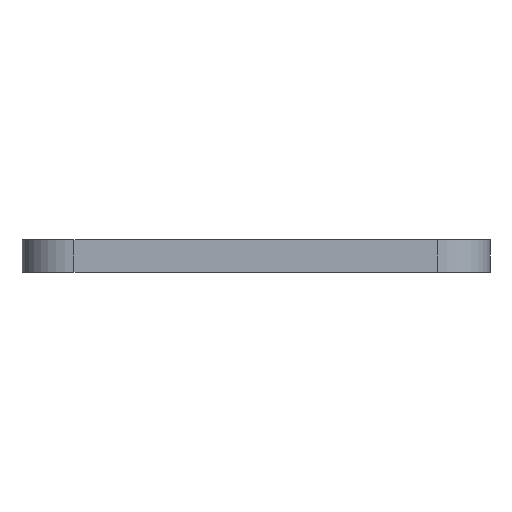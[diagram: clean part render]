
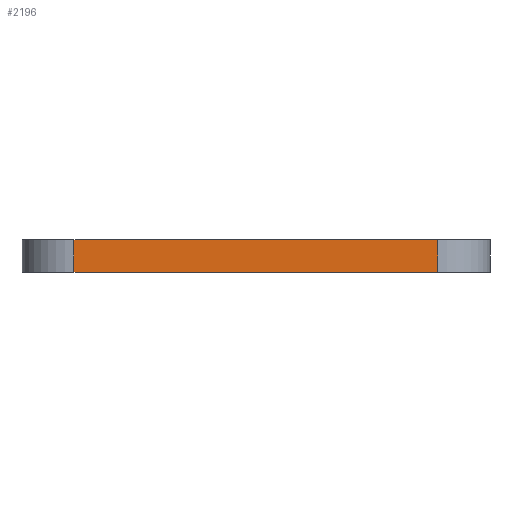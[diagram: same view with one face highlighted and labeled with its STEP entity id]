
A CAD part, left-side view. The second image highlights one B-rep face of the part: STEP entity #2196.
In plain terms, the highlighted planar face has unit normal (-1, 0, 0).
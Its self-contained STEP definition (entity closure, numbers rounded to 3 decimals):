
#83 = PLANE('',#84);
#84 = AXIS2_PLACEMENT_3D('',#85,#86,#87);
#85 = CARTESIAN_POINT('',(148.553,-105.004,1.6));
#86 = DIRECTION('',(-0.,-0.,-1.));
#87 = DIRECTION('',(-1.,0.,0.));
#137 = PLANE('',#138);
#138 = AXIS2_PLACEMENT_3D('',#139,#140,#141);
#139 = CARTESIAN_POINT('',(148.553,-105.004,0.));
#140 = DIRECTION('',(-0.,-0.,-1.));
#141 = DIRECTION('',(-1.,0.,0.));
#350 = VERTEX_POINT('',#351);
#351 = CARTESIAN_POINT('',(133.879,-113.894,0.));
#370 = CYLINDRICAL_SURFACE('',#371,2.54);
#371 = AXIS2_PLACEMENT_3D('',#372,#373,#374);
#372 = CARTESIAN_POINT('',(136.419,-113.894,0.));
#373 = DIRECTION('',(-0.,-0.,-1.));
#374 = DIRECTION('',(1.,0.,-0.));
#382 = EDGE_CURVE('',#350,#383,#385,.T.);
#383 = VERTEX_POINT('',#384);
#384 = CARTESIAN_POINT('',(133.879,-96.114,0.));
#385 = SURFACE_CURVE('',#386,(#390,#397),.PCURVE_S1.);
#386 = LINE('',#387,#388);
#387 = CARTESIAN_POINT('',(133.879,-113.894,0.));
#388 = VECTOR('',#389,1.);
#389 = DIRECTION('',(0.,1.,0.));
#390 = PCURVE('',#137,#391);
#391 = DEFINITIONAL_REPRESENTATION('',(#392),#396);
#392 = LINE('',#393,#394);
#393 = CARTESIAN_POINT('',(14.673,-8.89));
#394 = VECTOR('',#395,1.);
#395 = DIRECTION('',(0.,1.));
#396 = ( GEOMETRIC_REPRESENTATION_CONTEXT(2) 
PARAMETRIC_REPRESENTATION_CONTEXT() REPRESENTATION_CONTEXT('2D SPACE',''
  ) );
#397 = PCURVE('',#398,#403);
#398 = PLANE('',#399);
#399 = AXIS2_PLACEMENT_3D('',#400,#401,#402);
#400 = CARTESIAN_POINT('',(133.879,-113.894,0.));
#401 = DIRECTION('',(-1.,0.,0.));
#402 = DIRECTION('',(0.,1.,0.));
#403 = DEFINITIONAL_REPRESENTATION('',(#404),#408);
#404 = LINE('',#405,#406);
#405 = CARTESIAN_POINT('',(0.,0.));
#406 = VECTOR('',#407,1.);
#407 = DIRECTION('',(1.,0.));
#408 = ( GEOMETRIC_REPRESENTATION_CONTEXT(2) 
PARAMETRIC_REPRESENTATION_CONTEXT() REPRESENTATION_CONTEXT('2D SPACE',''
  ) );
#431 = CYLINDRICAL_SURFACE('',#432,2.54);
#432 = AXIS2_PLACEMENT_3D('',#433,#434,#435);
#433 = CARTESIAN_POINT('',(136.419,-96.114,0.));
#434 = DIRECTION('',(-0.,-0.,-1.));
#435 = DIRECTION('',(1.,0.,-0.));
#1299 = VERTEX_POINT('',#1300);
#1300 = CARTESIAN_POINT('',(133.879,-113.894,1.6));
#1326 = EDGE_CURVE('',#1299,#1327,#1329,.T.);
#1327 = VERTEX_POINT('',#1328);
#1328 = CARTESIAN_POINT('',(133.879,-96.114,1.6));
#1329 = SURFACE_CURVE('',#1330,(#1334,#1341),.PCURVE_S1.);
#1330 = LINE('',#1331,#1332);
#1331 = CARTESIAN_POINT('',(133.879,-113.894,1.6));
#1332 = VECTOR('',#1333,1.);
#1333 = DIRECTION('',(0.,1.,0.));
#1334 = PCURVE('',#83,#1335);
#1335 = DEFINITIONAL_REPRESENTATION('',(#1336),#1340);
#1336 = LINE('',#1337,#1338);
#1337 = CARTESIAN_POINT('',(14.673,-8.89));
#1338 = VECTOR('',#1339,1.);
#1339 = DIRECTION('',(0.,1.));
#1340 = ( GEOMETRIC_REPRESENTATION_CONTEXT(2) 
PARAMETRIC_REPRESENTATION_CONTEXT() REPRESENTATION_CONTEXT('2D SPACE',''
  ) );
#1341 = PCURVE('',#398,#1342);
#1342 = DEFINITIONAL_REPRESENTATION('',(#1343),#1347);
#1343 = LINE('',#1344,#1345);
#1344 = CARTESIAN_POINT('',(0.,-1.6));
#1345 = VECTOR('',#1346,1.);
#1346 = DIRECTION('',(1.,0.));
#1347 = ( GEOMETRIC_REPRESENTATION_CONTEXT(2) 
PARAMETRIC_REPRESENTATION_CONTEXT() REPRESENTATION_CONTEXT('2D SPACE',''
  ) );
#2148 = EDGE_CURVE('',#383,#1327,#2149,.T.);
#2149 = SURFACE_CURVE('',#2150,(#2154,#2161),.PCURVE_S1.);
#2150 = LINE('',#2151,#2152);
#2151 = CARTESIAN_POINT('',(133.879,-96.114,0.));
#2152 = VECTOR('',#2153,1.);
#2153 = DIRECTION('',(0.,0.,1.));
#2154 = PCURVE('',#431,#2155);
#2155 = DEFINITIONAL_REPRESENTATION('',(#2156),#2160);
#2156 = LINE('',#2157,#2158);
#2157 = CARTESIAN_POINT('',(-3.141,0.));
#2158 = VECTOR('',#2159,1.);
#2159 = DIRECTION('',(-0.,-1.));
#2160 = ( GEOMETRIC_REPRESENTATION_CONTEXT(2) 
PARAMETRIC_REPRESENTATION_CONTEXT() REPRESENTATION_CONTEXT('2D SPACE',''
  ) );
#2161 = PCURVE('',#398,#2162);
#2162 = DEFINITIONAL_REPRESENTATION('',(#2163),#2167);
#2163 = LINE('',#2164,#2165);
#2164 = CARTESIAN_POINT('',(17.78,0.));
#2165 = VECTOR('',#2166,1.);
#2166 = DIRECTION('',(0.,-1.));
#2167 = ( GEOMETRIC_REPRESENTATION_CONTEXT(2) 
PARAMETRIC_REPRESENTATION_CONTEXT() REPRESENTATION_CONTEXT('2D SPACE',''
  ) );
#2173 = EDGE_CURVE('',#350,#1299,#2174,.T.);
#2174 = SURFACE_CURVE('',#2175,(#2179,#2186),.PCURVE_S1.);
#2175 = LINE('',#2176,#2177);
#2176 = CARTESIAN_POINT('',(133.879,-113.894,0.));
#2177 = VECTOR('',#2178,1.);
#2178 = DIRECTION('',(0.,0.,1.));
#2179 = PCURVE('',#370,#2180);
#2180 = DEFINITIONAL_REPRESENTATION('',(#2181),#2185);
#2181 = LINE('',#2182,#2183);
#2182 = CARTESIAN_POINT('',(-3.141,0.));
#2183 = VECTOR('',#2184,1.);
#2184 = DIRECTION('',(-0.,-1.));
#2185 = ( GEOMETRIC_REPRESENTATION_CONTEXT(2) 
PARAMETRIC_REPRESENTATION_CONTEXT() REPRESENTATION_CONTEXT('2D SPACE',''
  ) );
#2186 = PCURVE('',#398,#2187);
#2187 = DEFINITIONAL_REPRESENTATION('',(#2188),#2192);
#2188 = LINE('',#2189,#2190);
#2189 = CARTESIAN_POINT('',(0.,0.));
#2190 = VECTOR('',#2191,1.);
#2191 = DIRECTION('',(0.,-1.));
#2192 = ( GEOMETRIC_REPRESENTATION_CONTEXT(2) 
PARAMETRIC_REPRESENTATION_CONTEXT() REPRESENTATION_CONTEXT('2D SPACE',''
  ) );
#2196 = ADVANCED_FACE('',(#2197),#398,.T.);
#2197 = FACE_BOUND('',#2198,.T.);
#2198 = EDGE_LOOP('',(#2199,#2200,#2201,#2202));
#2199 = ORIENTED_EDGE('',*,*,#2173,.T.);
#2200 = ORIENTED_EDGE('',*,*,#1326,.T.);
#2201 = ORIENTED_EDGE('',*,*,#2148,.F.);
#2202 = ORIENTED_EDGE('',*,*,#382,.F.);
